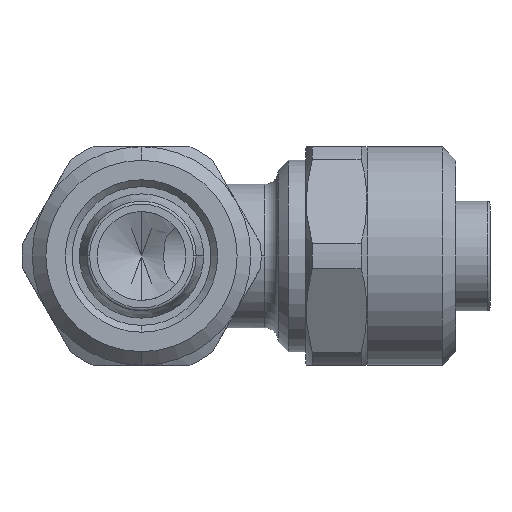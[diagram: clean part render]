
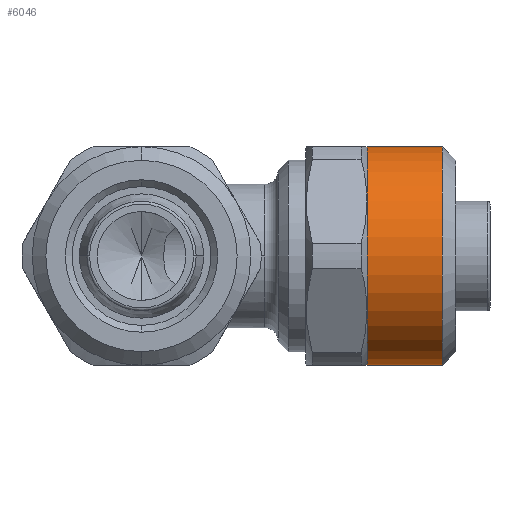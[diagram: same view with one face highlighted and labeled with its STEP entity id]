
A CAD part, front view. The second image highlights one B-rep face of the part: STEP entity #6046.
In plain terms, the highlighted cylindrical face has radius 8 mm (diameter 16 mm), a partial arc.
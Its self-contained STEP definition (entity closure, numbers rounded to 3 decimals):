
#39 = CARTESIAN_POINT ( 'NONE',  ( 16.5, 0., 8. ) ) ;
#61 = CARTESIAN_POINT ( 'NONE',  ( 22., 0., 8. ) ) ;
#68 = CARTESIAN_POINT ( 'NONE',  ( 22., 0., -8. ) ) ;
#119 = CARTESIAN_POINT ( 'NONE',  ( 16.5, 0., 0. ) ) ;
#120 = DIRECTION ( 'NONE',  ( -1., 0., 0. ) ) ;
#121 = DIRECTION ( 'NONE',  ( 0., 0., -1. ) ) ;
#283 = CARTESIAN_POINT ( 'NONE',  ( 22., 0., 0. ) ) ;
#284 = DIRECTION ( 'NONE',  ( -1., 0., 0. ) ) ;
#285 = DIRECTION ( 'NONE',  ( 0., 0., -1. ) ) ;
#362 = CARTESIAN_POINT ( 'NONE',  ( 8.787, 0., 8. ) ) ;
#363 = DIRECTION ( 'NONE',  ( -1., 0., 0. ) ) ;
#485 = CARTESIAN_POINT ( 'NONE',  ( 8.787, 0., -8. ) ) ;
#486 = DIRECTION ( 'NONE',  ( -1., 0., 0. ) ) ;
#576 = CARTESIAN_POINT ( 'NONE',  ( 16.5, 0., 0. ) ) ;
#577 = DIRECTION ( 'NONE',  ( -1., 0., 0. ) ) ;
#578 = DIRECTION ( 'NONE',  ( 0., 0., -1. ) ) ;
#579 = CARTESIAN_POINT ( 'NONE',  ( 16.5, 0., 0. ) ) ;
#580 = DIRECTION ( 'NONE',  ( -1., 0., 0. ) ) ;
#581 = DIRECTION ( 'NONE',  ( 0., 0., -1. ) ) ;
#783 = CYLINDRICAL_SURFACE ( 'NONE', #2176, 8. ) ;
#812 = FACE_OUTER_BOUND ( 'NONE', #4216, .T. ) ;
#1364 = CARTESIAN_POINT ( 'NONE',  ( 16.5, 0., -8. ) ) ;
#1366 = CARTESIAN_POINT ( 'NONE',  ( 16.5, -6.928, -4. ) ) ;
#1370 = CARTESIAN_POINT ( 'NONE',  ( 16.5, -6.928, 4. ) ) ;
#2176 = AXIS2_PLACEMENT_3D ( 'NONE', #2265, #2266, #2267 ) ;
#2265 = CARTESIAN_POINT ( 'NONE',  ( 8.787, 0., 0. ) ) ;
#2266 = DIRECTION ( 'NONE',  ( -1., 0., 0. ) ) ;
#2267 = DIRECTION ( 'NONE',  ( 0., 0., -1. ) ) ;
#4197 = VERTEX_POINT ( 'NONE', #39 ) ;
#4216 = EDGE_LOOP ( 'NONE', ( #4696, #4685, #4706, #4765, #4542, #4731 ) ) ;
#4225 = VERTEX_POINT ( 'NONE', #61 ) ;
#4233 = VERTEX_POINT ( 'NONE', #68 ) ;
#4382 = CIRCLE ( 'NONE', #4383, 8. ) ;
#4383 = AXIS2_PLACEMENT_3D ( 'NONE', #283, #284, #285 ) ;
#4385 = CIRCLE ( 'NONE', #4512, 8. ) ;
#4391 = VECTOR ( 'NONE', #363, 1000. ) ;
#4401 = VECTOR ( 'NONE', #486, 1000. ) ;
#4472 = AXIS2_PLACEMENT_3D ( 'NONE', #579, #580, #581 ) ;
#4473 = CIRCLE ( 'NONE', #4472, 8. ) ;
#4474 = AXIS2_PLACEMENT_3D ( 'NONE', #576, #577, #578 ) ;
#4475 = CIRCLE ( 'NONE', #4474, 8. ) ;
#4512 = AXIS2_PLACEMENT_3D ( 'NONE', #119, #120, #121 ) ;
#4542 = ORIENTED_EDGE ( 'NONE', *, *, #4548, .F. ) ;
#4548 = EDGE_CURVE ( 'NONE', #5006, #5008, #4385, .T. ) ;
#4575 = EDGE_CURVE ( 'NONE', #4233, #4225, #4382, .T. ) ;
#4584 = EDGE_CURVE ( 'NONE', #4225, #4197, #6470, .T. ) ;
#4597 = EDGE_CURVE ( 'NONE', #4233, #5006, #6486, .T. ) ;
#4611 = EDGE_CURVE ( 'NONE', #5008, #5012, #4475, .T. ) ;
#4612 = EDGE_CURVE ( 'NONE', #5012, #4197, #4473, .T. ) ;
#4685 = ORIENTED_EDGE ( 'NONE', *, *, #4584, .T. ) ;
#4696 = ORIENTED_EDGE ( 'NONE', *, *, #4575, .T. ) ;
#4706 = ORIENTED_EDGE ( 'NONE', *, *, #4612, .F. ) ;
#4731 = ORIENTED_EDGE ( 'NONE', *, *, #4597, .F. ) ;
#4765 = ORIENTED_EDGE ( 'NONE', *, *, #4611, .F. ) ;
#5006 = VERTEX_POINT ( 'NONE', #1364 ) ;
#5008 = VERTEX_POINT ( 'NONE', #1366 ) ;
#5012 = VERTEX_POINT ( 'NONE', #1370 ) ;
#6046 = ADVANCED_FACE ( 'NONE', ( #812 ), #783, .T. ) ;
#6470 = LINE ( 'NONE', #362, #4391 ) ;
#6486 = LINE ( 'NONE', #485, #4401 ) ;
